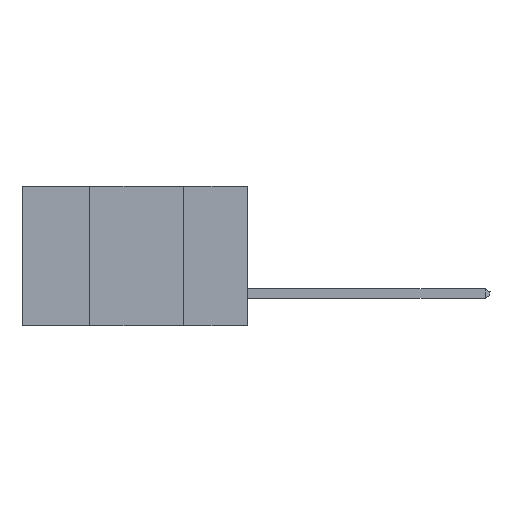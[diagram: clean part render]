
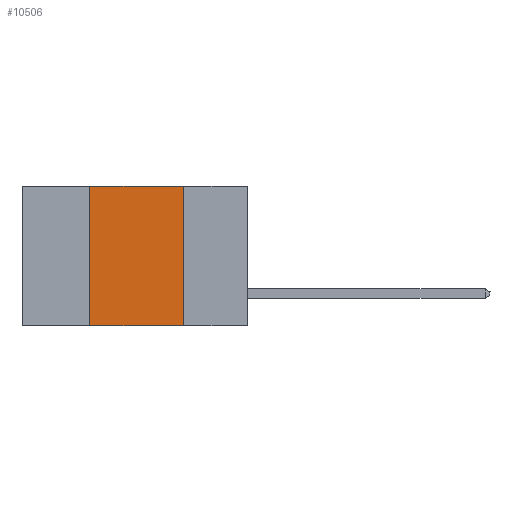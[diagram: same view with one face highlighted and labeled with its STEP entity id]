
A CAD part, left-side view. The second image highlights one B-rep face of the part: STEP entity #10506.
In plain terms, the highlighted planar face has unit normal (-1, 0, 0).
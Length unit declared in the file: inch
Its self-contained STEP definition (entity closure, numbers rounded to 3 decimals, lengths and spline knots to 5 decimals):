
#957 = LINE ( 'NONE', #9835, #2472 ) ;
#1307 = VERTEX_POINT ( 'NONE', #11340 ) ;
#2472 = VECTOR ( 'NONE', #12384, 39.37008 ) ;
#3410 = EDGE_CURVE ( 'NONE', #3666, #16795, #9187, .T. ) ;
#3562 = ORIENTED_EDGE ( 'NONE', *, *, #5298, .F. ) ;
#3666 = VERTEX_POINT ( 'NONE', #9069 ) ;
#3926 = ORIENTED_EDGE ( 'NONE', *, *, #10460, .F. ) ;
#3933 = LINE ( 'NONE', #9763, #15236 ) ;
#4607 = ORIENTED_EDGE ( 'NONE', *, *, #8299, .T. ) ;
#5254 = PLANE ( 'NONE',  #10361 ) ;
#5298 = EDGE_CURVE ( 'NONE', #1307, #15211, #3933, .T. ) ;
#6568 = CARTESIAN_POINT ( 'NONE',  ( 0., 0.42, 0. ) ) ;
#6603 = VECTOR ( 'NONE', #13222, 39.37008 ) ;
#7295 = EDGE_LOOP ( 'NONE', ( #3562, #3926, #18793, #4607 ) ) ;
#7383 = CARTESIAN_POINT ( 'NONE',  ( 0., 0.6, -0.37 ) ) ;
#8299 = EDGE_CURVE ( 'NONE', #3666, #15211, #10544, .T. ) ;
#9069 = CARTESIAN_POINT ( 'NONE',  ( 0., 0.42, -0.37 ) ) ;
#9187 = LINE ( 'NONE', #17968, #12006 ) ;
#9763 = CARTESIAN_POINT ( 'NONE',  ( 0., 0.17, -0.37 ) ) ;
#9835 = CARTESIAN_POINT ( 'NONE',  ( 0., 0.6, 0. ) ) ;
#10361 = AXIS2_PLACEMENT_3D ( 'NONE', #11045, #12683, #17071 ) ;
#10460 = EDGE_CURVE ( 'NONE', #16795, #1307, #957, .T. ) ;
#10506 = ADVANCED_FACE ( 'NONE', ( #13921 ), #5254, .F. ) ;
#10544 = LINE ( 'NONE', #7383, #6603 ) ;
#11045 = CARTESIAN_POINT ( 'NONE',  ( 0., 0.6, 0. ) ) ;
#11340 = CARTESIAN_POINT ( 'NONE',  ( 0., 0.17, 0. ) ) ;
#12006 = VECTOR ( 'NONE', #12127, 39.37008 ) ;
#12127 = DIRECTION ( 'NONE',  ( 0., 0., 1. ) ) ;
#12384 = DIRECTION ( 'NONE',  ( 0., -1., 0. ) ) ;
#12683 = DIRECTION ( 'NONE',  ( 1., 0., 0. ) ) ;
#12974 = CARTESIAN_POINT ( 'NONE',  ( 0., 0.17, -0.37 ) ) ;
#13222 = DIRECTION ( 'NONE',  ( 0., -1., 0. ) ) ;
#13921 = FACE_OUTER_BOUND ( 'NONE', #7295, .T. ) ;
#15211 = VERTEX_POINT ( 'NONE', #12974 ) ;
#15236 = VECTOR ( 'NONE', #16794, 39.37008 ) ;
#16794 = DIRECTION ( 'NONE',  ( 0., 0., -1. ) ) ;
#16795 = VERTEX_POINT ( 'NONE', #6568 ) ;
#17071 = DIRECTION ( 'NONE',  ( 0., 0., -1. ) ) ;
#17968 = CARTESIAN_POINT ( 'NONE',  ( 0., 0.42, -0.37 ) ) ;
#18793 = ORIENTED_EDGE ( 'NONE', *, *, #3410, .F. ) ;
